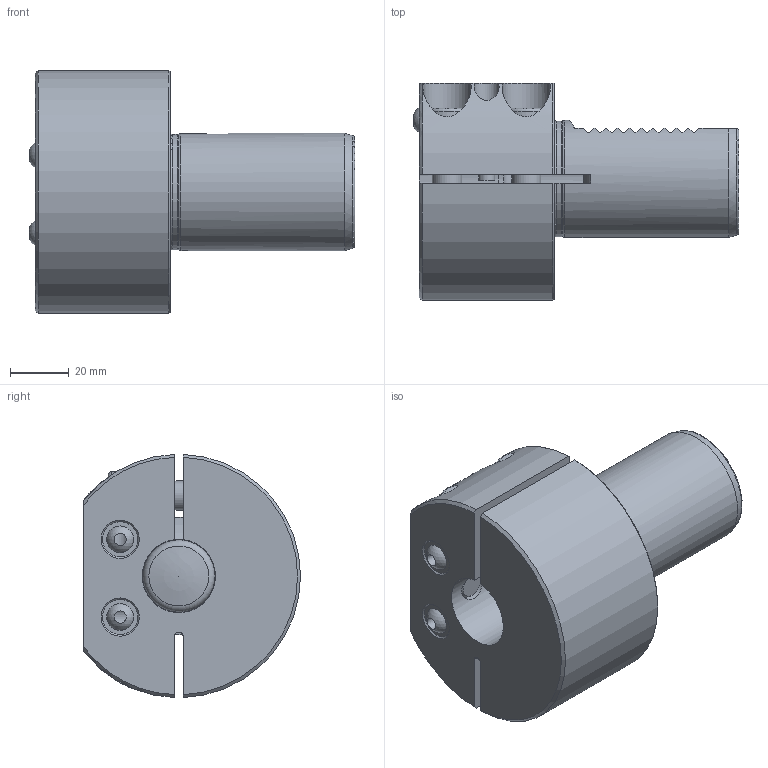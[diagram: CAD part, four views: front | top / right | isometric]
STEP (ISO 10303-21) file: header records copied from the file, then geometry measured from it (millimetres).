
FILE_DESCRIPTION(/* description */ (''),/* implementation_level */ '2;1');
FILE_NAME(/* name */ '40_25_230.stp',/* time_stamp */ '2021-10-06T11:17:50+02:00',/* author */ ('cad'),/* organization */ (''),/* preprocessor_version */ 'ST-DEVELOPER v18.1',/* originating_system */ 'Autodesk Inventor 2021',/* authorisation */ '');
FILE_SCHEMA (('AUTOMOTIVE_DESIGN { 1 0 10303 214 3 1 1 }'));
Length unit declared in the file: inch
Products named in the file (1): 40_25_230_Shrinkwrap_1
Bounding box: 111.05 x 74 x 82.95 mm (x, y, z)
Volume: 236357.8 mm3; surface area: 53044.9 mm2
Topology: 2 solids, 2 shells, 215 faces, 610 edges, 420 vertices
Faces by surface type: plane 101, cylinder 56, cone 37, torus 11, sphere 8, bspline 2
Full cylindrical faces by diameter (mm): 4.134 x2, 5.5 x1, 5.7 x3, 6.647 x2, 7.7 x2, 7.95 x4, 8.5 x1, 9 x2, 10 x4, 10.106 x4, 10.5 x2, 12 x2, 14 x1, 16 x2, 16.5 x2, 25 x2, 25.5 x1, 40 x1
Entity records: 8184 total; most frequent: CARTESIAN_POINT 2300, ORIENTED_EDGE 1202, DIRECTION 1157, EDGE_CURVE 601, AXIS2_PLACEMENT_3D 456, VERTEX_POINT 420, EDGE_LOOP 257, LINE 245
